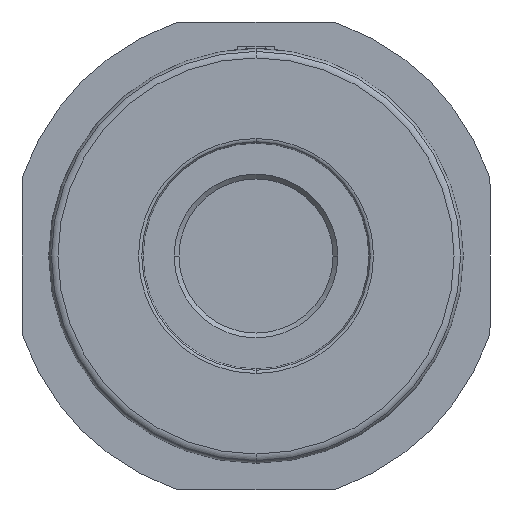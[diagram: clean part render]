
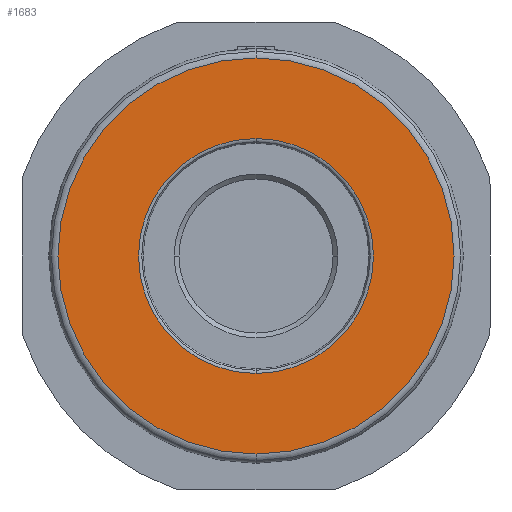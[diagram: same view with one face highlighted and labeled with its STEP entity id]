
A CAD part, front view. The second image highlights one B-rep face of the part: STEP entity #1683.
In plain terms, the highlighted planar face has unit normal (0, -1, 0).
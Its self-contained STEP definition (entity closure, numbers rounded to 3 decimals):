
#299=CARTESIAN_POINT('',(2539.071,267.41,42.8));
#300=DIRECTION('',(0.,-1.,0.));
#301=DIRECTION('',(1.,0.,0.));
#302=AXIS2_PLACEMENT_3D('',#299,#300,#301);
#304=CARTESIAN_POINT('',(2539.071,267.41,42.8));
#305=DIRECTION('',(0.,-1.,0.));
#306=DIRECTION('',(0.,0.,-1.));
#307=AXIS2_PLACEMENT_3D('',#304,#305,#306);
#309=CARTESIAN_POINT('',(2539.071,267.41,42.8));
#310=DIRECTION('',(0.,-1.,0.));
#311=DIRECTION('',(0.,0.,1.));
#312=AXIS2_PLACEMENT_3D('',#309,#310,#311);
#314=CARTESIAN_POINT('',(2539.071,267.41,42.8));
#315=DIRECTION('',(0.,1.,0.));
#316=DIRECTION('',(1.,0.,0.));
#317=AXIS2_PLACEMENT_3D('',#314,#315,#316);
#319=CARTESIAN_POINT('',(2539.071,267.41,42.8));
#320=DIRECTION('',(0.,1.,0.));
#321=DIRECTION('',(0.,0.,1.));
#322=AXIS2_PLACEMENT_3D('',#319,#320,#321);
#324=CARTESIAN_POINT('',(2539.071,267.41,42.8));
#325=DIRECTION('',(0.,1.,0.));
#326=DIRECTION('',(-1.,0.,0.));
#327=AXIS2_PLACEMENT_3D('',#324,#325,#326);
#329=CARTESIAN_POINT('',(2539.071,267.41,42.8));
#330=DIRECTION('',(0.,1.,0.));
#331=DIRECTION('',(0.,0.,-1.));
#332=AXIS2_PLACEMENT_3D('',#329,#330,#331);
#1233=CARTESIAN_POINT('',(2539.071,267.41,17.3));
#1234=VERTEX_POINT('',#1233);
#1235=CARTESIAN_POINT('',(2539.071,267.41,68.3));
#1236=VERTEX_POINT('',#1235);
#1237=CARTESIAN_POINT('',(2564.571,267.41,42.8));
#1238=VERTEX_POINT('',#1237);
#1239=CARTESIAN_POINT('',(2513.571,267.41,42.8));
#1240=VERTEX_POINT('',#1239);
#1241=CARTESIAN_POINT('',(2539.071,267.41,85.8));
#1243=VERTEX_POINT('',#1241);
#1247=CARTESIAN_POINT('',(2539.071,267.41,
-0.2));
#1248=VERTEX_POINT('',#1247);
#1253=CARTESIAN_POINT('',(2582.071,267.41,42.8));
#1254=VERTEX_POINT('',#1253);
#1662=CARTESIAN_POINT('',(2573.321,267.41,42.8));
#1663=DIRECTION('',(0.,-1.,0.));
#1664=DIRECTION('',(0.,0.,-1.));
#1665=AXIS2_PLACEMENT_3D('',#1662,#1663,#1664);
#1666=PLANE('',#1665);
#1668=ORIENTED_EDGE('',*,*,#1667,.F.);
#1670=ORIENTED_EDGE('',*,*,#1669,.F.);
#1672=ORIENTED_EDGE('',*,*,#1671,.F.);
#1673=EDGE_LOOP('',(#1668,#1670,#1672));
#1674=FACE_OUTER_BOUND('',#1673,.F.);
#1676=ORIENTED_EDGE('',*,*,#1675,.F.);
#1678=ORIENTED_EDGE('',*,*,#1677,.F.);
#1679=ORIENTED_EDGE('',*,*,#1650,.F.);
#1680=ORIENTED_EDGE('',*,*,#1657,.F.);
#1681=EDGE_LOOP('',(#1676,#1678,#1679,#1680));
#1682=FACE_BOUND('',#1681,.F.);
#303=CIRCLE('',#302,43.);
#308=CIRCLE('',#307,43.);
#313=CIRCLE('',#312,43.);
#318=CIRCLE('',#317,25.5);
#323=CIRCLE('',#322,25.5);
#328=CIRCLE('',#327,25.5);
#333=CIRCLE('',#332,25.5);
#1650=EDGE_CURVE('',#1240,#1236,#328,.T.);
#1657=EDGE_CURVE('',#1234,#1240,#333,.T.);
#1667=EDGE_CURVE('',#1254,#1243,#303,.T.);
#1669=EDGE_CURVE('',#1248,#1254,#308,.T.);
#1671=EDGE_CURVE('',#1243,#1248,#313,.T.);
#1675=EDGE_CURVE('',#1238,#1234,#318,.T.);
#1677=EDGE_CURVE('',#1236,#1238,#323,.T.);
#1683=ADVANCED_FACE('',(#1674,#1682),#1666,.T.);
